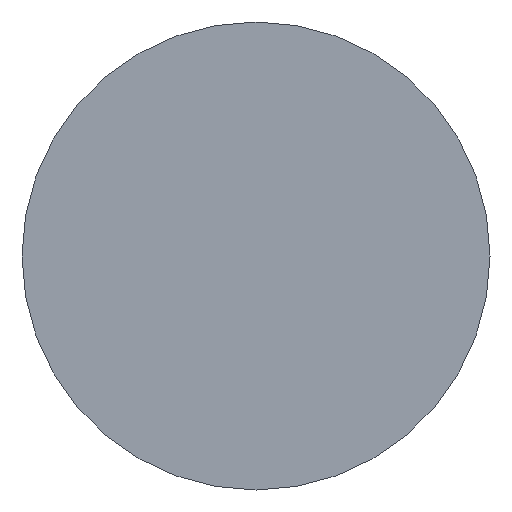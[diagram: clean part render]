
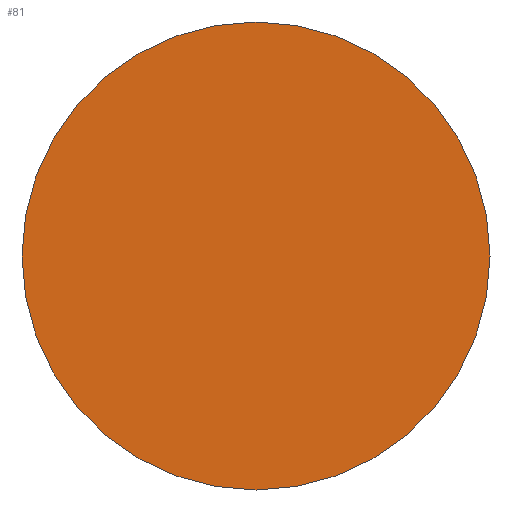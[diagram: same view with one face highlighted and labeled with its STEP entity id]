
A CAD part, left-side view. The second image highlights one B-rep face of the part: STEP entity #81.
In plain terms, the highlighted planar face has unit normal (-1, 0, 0).
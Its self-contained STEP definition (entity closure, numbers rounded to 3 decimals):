
#4 = PLANE ( 'NONE',  #71 ) ;
#6 = EDGE_LOOP ( 'NONE', ( #153, #41 ) ) ;
#18 = CARTESIAN_POINT ( 'NONE',  ( 57.532, 32.611, 0. ) ) ;
#33 = DIRECTION ( 'NONE',  ( 1., 0., 0. ) ) ;
#38 = DIRECTION ( 'NONE',  ( 0., 0., 1. ) ) ;
#41 = ORIENTED_EDGE ( 'NONE', *, *, #70, .T. ) ;
#43 = CARTESIAN_POINT ( 'NONE',  ( 57.532, 32.611, 0. ) ) ;
#46 = DIRECTION ( 'NONE',  ( 0., 0., -1. ) ) ;
#52 = CARTESIAN_POINT ( 'NONE',  ( 57.532, 32.611, 0. ) ) ;
#66 = FACE_OUTER_BOUND ( 'NONE', #6, .T. ) ;
#70 = EDGE_CURVE ( 'NONE', #128, #93, #146, .T. ) ;
#71 = AXIS2_PLACEMENT_3D ( 'NONE', #18, #33, #46 ) ;
#79 = AXIS2_PLACEMENT_3D ( 'NONE', #43, #157, #137 ) ;
#81 = ADVANCED_FACE ( 'NONE', ( #66 ), #4, .F. ) ;
#93 = VERTEX_POINT ( 'NONE', #139 ) ;
#97 = CIRCLE ( 'NONE', #110, 12.5 ) ;
#110 = AXIS2_PLACEMENT_3D ( 'NONE', #52, #143, #38 ) ;
#121 = CARTESIAN_POINT ( 'NONE',  ( 57.532, 32.611, -12.5 ) ) ;
#128 = VERTEX_POINT ( 'NONE', #121 ) ;
#133 = EDGE_CURVE ( 'NONE', #93, #128, #97, .T. ) ;
#137 = DIRECTION ( 'NONE',  ( 0., 0., 1. ) ) ;
#139 = CARTESIAN_POINT ( 'NONE',  ( 57.532, 32.611, 12.5 ) ) ;
#143 = DIRECTION ( 'NONE',  ( -1., 0., 0. ) ) ;
#146 = CIRCLE ( 'NONE', #79, 12.5 ) ;
#153 = ORIENTED_EDGE ( 'NONE', *, *, #133, .T. ) ;
#157 = DIRECTION ( 'NONE',  ( -1., 0., 0. ) ) ;
